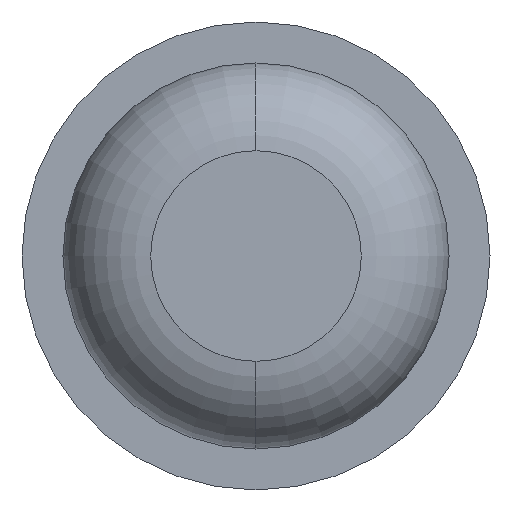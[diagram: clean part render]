
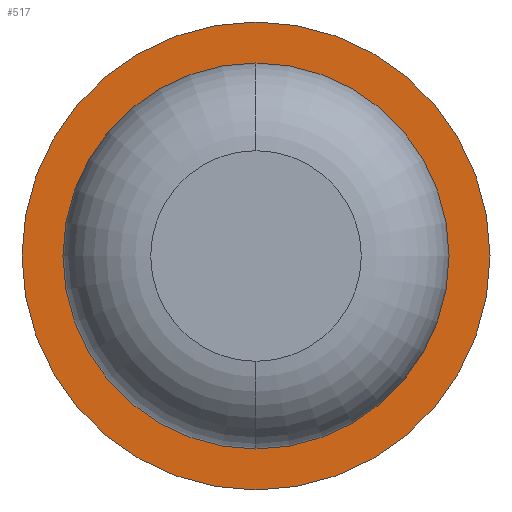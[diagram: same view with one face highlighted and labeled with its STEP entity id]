
A CAD part, front view. The second image highlights one B-rep face of the part: STEP entity #517.
In plain terms, the highlighted planar face has unit normal (0, -1, 0).
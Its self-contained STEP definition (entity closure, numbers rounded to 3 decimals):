
#56 = CARTESIAN_POINT ( 'NONE',  ( 0.825, -9., 0. ) ) ;
#190 = CARTESIAN_POINT ( 'NONE',  ( 0., -9., 0. ) ) ;
#257 = CARTESIAN_POINT ( 'NONE',  ( 0., -9., 0. ) ) ;
#321 = CARTESIAN_POINT ( 'NONE',  ( 0., -9., 0.825 ) ) ;
#327 = EDGE_CURVE ( 'Defeature ausgef�hrt1_33+Defeature ausgef�hrt1_32+Defeature ausgef�hrt1_32+Defeature ausgef�hrt1_32', #1025, #3571, #978, .T. ) ;
#365 = DIRECTION ( 'NONE',  ( 0., 1., 0. ) ) ;
#454 = DIRECTION ( 'NONE',  ( 0., 1., 0. ) ) ;
#517 = ADVANCED_FACE ( 'Defeature ausgef�hrt1_32', ( #672, #3965 ), #1337, .F. ) ;
#672 = FACE_OUTER_BOUND ( 'NONE', #3606, .T. ) ;
#697 = EDGE_CURVE ( 'Defeature ausgef�hrt1_33+Defeature ausgef�hrt1_32+Defeature ausgef�hrt1_32+Defeature ausgef�hrt1_32', #3571, #1025, #2482, .T. ) ;
#806 = ORIENTED_EDGE ( 'NONE', *, *, #1193, .T. ) ;
#922 = DIRECTION ( 'NONE',  ( 0., 1., 0. ) ) ;
#978 = CIRCLE ( 'NONE', #1614, 1. ) ;
#990 = AXIS2_PLACEMENT_3D ( 'NONE', #1362, #2285, #3177 ) ;
#1025 = VERTEX_POINT ( 'NONE', #1562 ) ;
#1193 = EDGE_CURVE ( 'Defeature ausgef�hrt1_32+Defeature ausgef�hrt1_28+Defeature ausgef�hrt1_28+Defeature ausgef�hrt1_28', #3715, #3128, #2332, .T. ) ;
#1337 = PLANE ( 'NONE',  #2256 ) ;
#1362 = CARTESIAN_POINT ( 'NONE',  ( 0., -9., 0. ) ) ;
#1400 = CIRCLE ( 'NONE', #990, 0.825 ) ;
#1477 = CARTESIAN_POINT ( 'NONE',  ( 0., -9., -0.825 ) ) ;
#1561 = ORIENTED_EDGE ( 'NONE', *, *, #697, .F. ) ;
#1562 = CARTESIAN_POINT ( 'NONE',  ( 1., -9., 0. ) ) ;
#1614 = AXIS2_PLACEMENT_3D ( 'NONE', #190, #3016, #3001 ) ;
#1923 = DIRECTION ( 'NONE',  ( -1., 0., 0. ) ) ;
#2029 = CARTESIAN_POINT ( 'NONE',  ( 0., -9., 0. ) ) ;
#2214 = ORIENTED_EDGE ( 'NONE', *, *, #327, .F. ) ;
#2256 = AXIS2_PLACEMENT_3D ( 'NONE', #56, #365, #1923 ) ;
#2285 = DIRECTION ( 'NONE',  ( 0., 1., 0. ) ) ;
#2297 = EDGE_CURVE ( 'Defeature ausgef�hrt1_32+Defeature ausgef�hrt1_28+Defeature ausgef�hrt1_28+Defeature ausgef�hrt1_28', #3128, #3715, #1400, .T. ) ;
#2332 = CIRCLE ( 'NONE', #2887, 0.825 ) ;
#2482 = CIRCLE ( 'NONE', #3299, 1. ) ;
#2790 = DIRECTION ( 'NONE',  ( -1., 0., 0. ) ) ;
#2887 = AXIS2_PLACEMENT_3D ( 'NONE', #257, #922, #2790 ) ;
#3001 = DIRECTION ( 'NONE',  ( -1., 0., 0. ) ) ;
#3016 = DIRECTION ( 'NONE',  ( 0., 1., 0. ) ) ;
#3030 = EDGE_LOOP ( 'NONE', ( #806, #3417 ) ) ;
#3078 = CARTESIAN_POINT ( 'NONE',  ( -1., -9., 0. ) ) ;
#3128 = VERTEX_POINT ( 'NONE', #1477 ) ;
#3177 = DIRECTION ( 'NONE',  ( -1., 0., 0. ) ) ;
#3264 = DIRECTION ( 'NONE',  ( -1., 0., 0. ) ) ;
#3299 = AXIS2_PLACEMENT_3D ( 'NONE', #2029, #454, #3264 ) ;
#3417 = ORIENTED_EDGE ( 'NONE', *, *, #2297, .T. ) ;
#3571 = VERTEX_POINT ( 'NONE', #3078 ) ;
#3606 = EDGE_LOOP ( 'NONE', ( #1561, #2214 ) ) ;
#3715 = VERTEX_POINT ( 'NONE', #321 ) ;
#3965 = FACE_BOUND ( 'NONE', #3030, .T. ) ;
